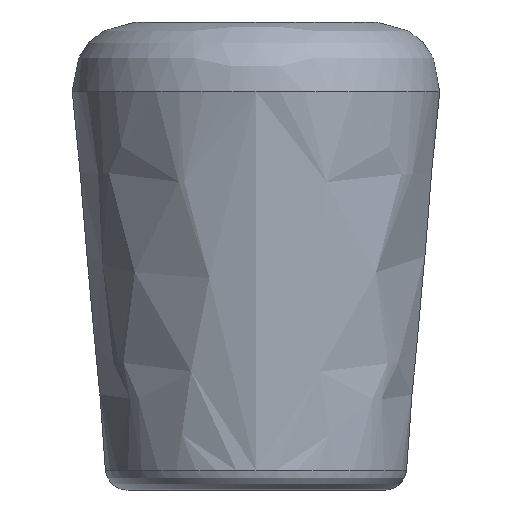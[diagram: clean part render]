
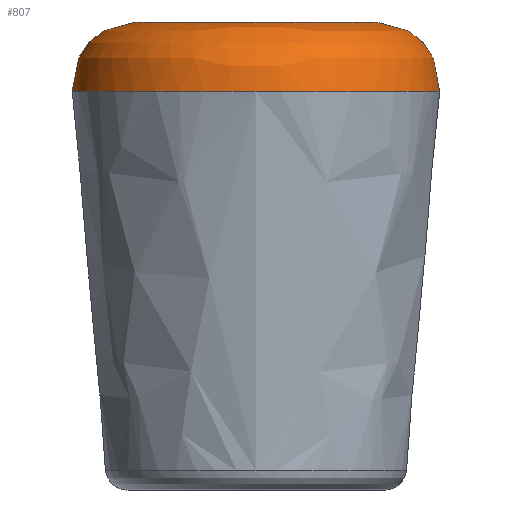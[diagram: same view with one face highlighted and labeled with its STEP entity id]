
A CAD part, left-side view. The second image highlights one B-rep face of the part: STEP entity #807.
In plain terms, the highlighted free-form (B-spline) face has degree [2, 2] with [9, 3] control points.
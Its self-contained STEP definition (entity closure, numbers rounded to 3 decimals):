
#807 = ADVANCED_FACE('',(#808),#849,.T.);
#808 = FACE_BOUND('',#809,.T.);
#809 = EDGE_LOOP('',(#810,#822,#830,#838,#848));
#810 = ORIENTED_EDGE('',*,*,#811,.T.);
#811 = EDGE_CURVE('',#812,#814,#816,.T.);
#812 = VERTEX_POINT('',#813);
#813 = CARTESIAN_POINT('',(-76.08,0.,
    27.757));
#814 = VERTEX_POINT('',#815);
#815 = CARTESIAN_POINT('',(-101.675,0.,
    27.757));
#816 = ( BOUNDED_CURVE() B_SPLINE_CURVE(2,(#817,#818,#819,#820,#821),
.UNSPECIFIED.,.F.,.F.) B_SPLINE_CURVE_WITH_KNOTS((3,2,3),(1.571
,3.142,4.712),.PIECEWISE_BEZIER_KNOTS.) CURVE() 
GEOMETRIC_REPRESENTATION_ITEM() RATIONAL_B_SPLINE_CURVE((1.,
0.707,1.,0.707,1.)) REPRESENTATION_ITEM('') );
#817 = CARTESIAN_POINT('',(-76.08,0.,
    27.757));
#818 = CARTESIAN_POINT('',(-76.08,12.798,
    27.757));
#819 = CARTESIAN_POINT('',(-88.878,12.798,
    27.757));
#820 = CARTESIAN_POINT('',(-101.675,12.798,
    27.757));
#821 = CARTESIAN_POINT('',(-101.675,0.,
    27.757));
#822 = ORIENTED_EDGE('',*,*,#823,.T.);
#823 = EDGE_CURVE('',#814,#812,#824,.T.);
#824 = ( BOUNDED_CURVE() B_SPLINE_CURVE(2,(#825,#826,#827,#828,#829),
.UNSPECIFIED.,.F.,.F.) B_SPLINE_CURVE_WITH_KNOTS((3,2,3),(4.712
,6.283,7.854),.PIECEWISE_BEZIER_KNOTS.) CURVE() 
GEOMETRIC_REPRESENTATION_ITEM() RATIONAL_B_SPLINE_CURVE((1.,
0.707,1.,0.707,1.)) REPRESENTATION_ITEM('') );
#825 = CARTESIAN_POINT('',(-101.675,0.,
    27.757));
#826 = CARTESIAN_POINT('',(-101.675,-12.798,
    27.757));
#827 = CARTESIAN_POINT('',(-88.878,-12.798,
    27.757));
#828 = CARTESIAN_POINT('',(-76.08,-12.798,
    27.757));
#829 = CARTESIAN_POINT('',(-76.08,0.,
    27.757));
#830 = ORIENTED_EDGE('',*,*,#831,.T.);
#831 = EDGE_CURVE('',#812,#832,#834,.T.);
#832 = VERTEX_POINT('',#833);
#833 = CARTESIAN_POINT('',(-80.507,0.,
    32.588));
#834 = ( BOUNDED_CURVE() B_SPLINE_CURVE(2,(#835,#836,#837),
.UNSPECIFIED.,.F.,.F.) B_SPLINE_CURVE_WITH_KNOTS((3,3),(6.196,
7.854),.PIECEWISE_BEZIER_KNOTS.) CURVE() 
GEOMETRIC_REPRESENTATION_ITEM() RATIONAL_B_SPLINE_CURVE((1.,
0.676,1.)) REPRESENTATION_ITEM('') );
#835 = CARTESIAN_POINT('',(-76.08,0.,
    27.757));
#836 = CARTESIAN_POINT('',(-75.658,0.,
    32.588));
#837 = CARTESIAN_POINT('',(-80.507,0.,
    32.588));
#838 = ORIENTED_EDGE('',*,*,#839,.T.);
#839 = EDGE_CURVE('',#832,#832,#840,.T.);
#840 = ( BOUNDED_CURVE() B_SPLINE_CURVE(2,(#841,#842,#843,#844,#845,#846
,#847),.UNSPECIFIED.,.T.,.F.) B_SPLINE_CURVE_WITH_KNOTS((3,2,2,3),(
    4.712,6.807,8.901,10.996),
.PIECEWISE_BEZIER_KNOTS.) CURVE() GEOMETRIC_REPRESENTATION_ITEM() 
RATIONAL_B_SPLINE_CURVE((1.,0.5,1.,0.5,1.,0.5,1.)) REPRESENTATION_ITEM(
  '') );
#841 = CARTESIAN_POINT('',(-80.507,0.,
    32.588));
#842 = CARTESIAN_POINT('',(-80.507,-14.498,
    32.588));
#843 = CARTESIAN_POINT('',(-93.063,-7.249,
    32.588));
#844 = CARTESIAN_POINT('',(-105.619,0.,
    32.588));
#845 = CARTESIAN_POINT('',(-93.063,7.249,
    32.588));
#846 = CARTESIAN_POINT('',(-80.507,14.498,
    32.588));
#847 = CARTESIAN_POINT('',(-80.507,0.,
    32.588));
#848 = ORIENTED_EDGE('',*,*,#831,.F.);
#849 = ( BOUNDED_SURFACE() B_SPLINE_SURFACE(2,2,(
    (#850,#851,#852)
    ,(#853,#854,#855)
    ,(#856,#857,#858)
    ,(#859,#860,#861)
    ,(#862,#863,#864)
    ,(#865,#866,#867)
    ,(#868,#869,#870)
    ,(#871,#872,#873)
    ,(#874,#875,#876
)),.UNSPECIFIED.,.T.,.F.,.F.) B_SPLINE_SURFACE_WITH_KNOTS((3,2,2,2,3),(3
    ,3),(3.142,4.189,6.283,8.378,
    9.425),(4.712,6.37),.UNSPECIFIED.) 
GEOMETRIC_REPRESENTATION_ITEM() RATIONAL_B_SPLINE_SURFACE((
    (0.75,0.507,0.75)
    ,(0.75,0.507,0.75)
    ,(1.,0.676,1.)
    ,(0.5,0.338,0.5)
    ,(1.,0.676,1.)
    ,(0.5,0.338,0.5)
    ,(1.,0.676,1.)
    ,(0.75,0.507,0.75)
,(0.75,0.507,0.75))) REPRESENTATION_ITEM('') SURFACE() );
#850 = CARTESIAN_POINT('',(-80.507,0.,
    32.588));
#851 = CARTESIAN_POINT('',(-75.658,0.,
    32.588));
#852 = CARTESIAN_POINT('',(-76.08,0.,
    27.757));
#853 = CARTESIAN_POINT('',(-80.507,-4.833,
    32.588));
#854 = CARTESIAN_POINT('',(-75.658,-7.633,
    32.588));
#855 = CARTESIAN_POINT('',(-76.08,-7.389,
    27.757));
#856 = CARTESIAN_POINT('',(-84.692,-7.249,
    32.588));
#857 = CARTESIAN_POINT('',(-82.268,-11.449,
    32.588));
#858 = CARTESIAN_POINT('',(-82.479,-11.083,
    27.757));
#859 = CARTESIAN_POINT('',(-97.248,-14.498,
    32.588));
#860 = CARTESIAN_POINT('',(-102.098,-22.898,
    32.588));
#861 = CARTESIAN_POINT('',(-101.675,-22.166,
    27.757));
#862 = CARTESIAN_POINT('',(-97.248,0.,
    32.588));
#863 = CARTESIAN_POINT('',(-102.098,0.,
    32.588));
#864 = CARTESIAN_POINT('',(-101.675,0.,
    27.757));
#865 = CARTESIAN_POINT('',(-97.248,14.498,
    32.588));
#866 = CARTESIAN_POINT('',(-102.098,22.898,
    32.588));
#867 = CARTESIAN_POINT('',(-101.675,22.166,
    27.757));
#868 = CARTESIAN_POINT('',(-84.692,7.249,32.588
    ));
#869 = CARTESIAN_POINT('',(-82.268,11.449,
    32.588));
#870 = CARTESIAN_POINT('',(-82.479,11.083,
    27.757));
#871 = CARTESIAN_POINT('',(-80.507,4.833,
    32.588));
#872 = CARTESIAN_POINT('',(-75.658,7.633,
    32.588));
#873 = CARTESIAN_POINT('',(-76.08,7.389,
    27.757));
#874 = CARTESIAN_POINT('',(-80.507,0.,
    32.588));
#875 = CARTESIAN_POINT('',(-75.658,0.,
    32.588));
#876 = CARTESIAN_POINT('',(-76.08,0.,
    27.757));
